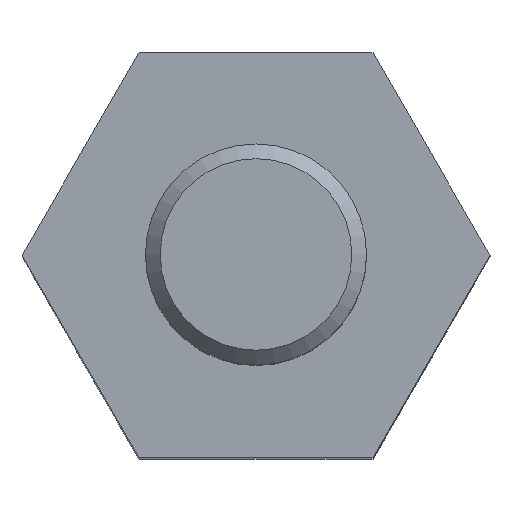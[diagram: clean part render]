
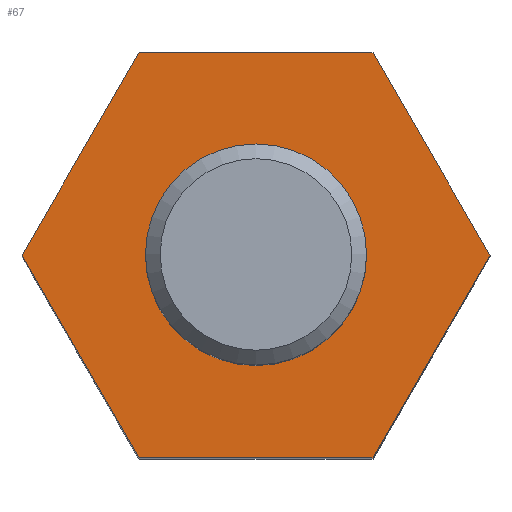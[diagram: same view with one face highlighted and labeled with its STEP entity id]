
A CAD part, top view. The second image highlights one B-rep face of the part: STEP entity #67.
In plain terms, the highlighted planar face has unit normal (0, 0, 1).
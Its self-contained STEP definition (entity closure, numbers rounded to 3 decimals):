
#67 = ADVANCED_FACE( '', ( #147, #148 ), #149, .T. );
#147 = FACE_BOUND( '', #241, .T. );
#148 = FACE_OUTER_BOUND( '', #242, .T. );
#149 = PLANE( '', #243 );
#241 = EDGE_LOOP( '', ( #355 ) );
#242 = EDGE_LOOP( '', ( #356, #357, #358, #359, #360, #361 ) );
#243 = AXIS2_PLACEMENT_3D( '', #362, #363, #364 );
#355 = ORIENTED_EDGE( '', *, *, #509, .T. );
#356 = ORIENTED_EDGE( '', *, *, #510, .T. );
#357 = ORIENTED_EDGE( '', *, *, #511, .T. );
#358 = ORIENTED_EDGE( '', *, *, #512, .T. );
#359 = ORIENTED_EDGE( '', *, *, #513, .T. );
#360 = ORIENTED_EDGE( '', *, *, #514, .T. );
#361 = ORIENTED_EDGE( '', *, *, #515, .T. );
#362 = CARTESIAN_POINT( '', ( 0., 0., 12. ) );
#363 = DIRECTION( '', ( 0., 0., 1. ) );
#364 = DIRECTION( '', ( 1., 0., 0. ) );
#509 = EDGE_CURVE( '', #592, #592, #593, .F. );
#510 = EDGE_CURVE( '', #594, #595, #596, .T. );
#511 = EDGE_CURVE( '', #595, #597, #598, .T. );
#512 = EDGE_CURVE( '', #597, #599, #600, .T. );
#513 = EDGE_CURVE( '', #599, #601, #602, .T. );
#514 = EDGE_CURVE( '', #601, #603, #604, .T. );
#515 = EDGE_CURVE( '', #603, #594, #605, .T. );
#592 = VERTEX_POINT( '', #739 );
#593 = CIRCLE( '', #740, 1.267 );
#594 = VERTEX_POINT( '', #741 );
#595 = VERTEX_POINT( '', #742 );
#596 = LINE( '', #743, #744 );
#597 = VERTEX_POINT( '', #745 );
#598 = LINE( '', #746, #747 );
#599 = VERTEX_POINT( '', #748 );
#600 = LINE( '', #749, #750 );
#601 = VERTEX_POINT( '', #751 );
#602 = LINE( '', #752, #753 );
#603 = VERTEX_POINT( '', #754 );
#604 = LINE( '', #755, #756 );
#605 = LINE( '', #757, #758 );
#739 = CARTESIAN_POINT( '', ( 1.267, 0., 12. ) );
#740 = AXIS2_PLACEMENT_3D( '', #858, #859, #860 );
#741 = CARTESIAN_POINT( '', ( 1.588, 2.75, 12. ) );
#742 = CARTESIAN_POINT( '', ( -1.588, 2.75, 12. ) );
#743 = CARTESIAN_POINT( '', ( 1.588, 2.75, 12. ) );
#744 = VECTOR( '', #861, 1000. );
#745 = CARTESIAN_POINT( '', ( -3.175, 0., 12. ) );
#746 = CARTESIAN_POINT( '', ( -1.588, 2.75, 12. ) );
#747 = VECTOR( '', #862, 1000. );
#748 = CARTESIAN_POINT( '', ( -1.588, -2.75, 12. ) );
#749 = CARTESIAN_POINT( '', ( -3.175, 0., 12. ) );
#750 = VECTOR( '', #863, 1000. );
#751 = CARTESIAN_POINT( '', ( 1.588, -2.75, 12. ) );
#752 = CARTESIAN_POINT( '', ( -1.588, -2.75, 12. ) );
#753 = VECTOR( '', #864, 1000. );
#754 = CARTESIAN_POINT( '', ( 3.175, 0., 12. ) );
#755 = CARTESIAN_POINT( '', ( 1.588, -2.75, 12. ) );
#756 = VECTOR( '', #865, 1000. );
#757 = CARTESIAN_POINT( '', ( 3.175, 0., 12. ) );
#758 = VECTOR( '', #866, 1000. );
#858 = CARTESIAN_POINT( '', ( 0., 0., 12. ) );
#859 = DIRECTION( '', ( 0., 0., 1. ) );
#860 = DIRECTION( '', ( 1., 0., 0. ) );
#861 = DIRECTION( '', ( -1., 0., 0. ) );
#862 = DIRECTION( '', ( -0.5, -0.866, 0. ) );
#863 = DIRECTION( '', ( 0.5, -0.866, 0. ) );
#864 = DIRECTION( '', ( 1., 0., 0. ) );
#865 = DIRECTION( '', ( 0.5, 0.866, 0. ) );
#866 = DIRECTION( '', ( -0.5, 0.866, 0. ) );
